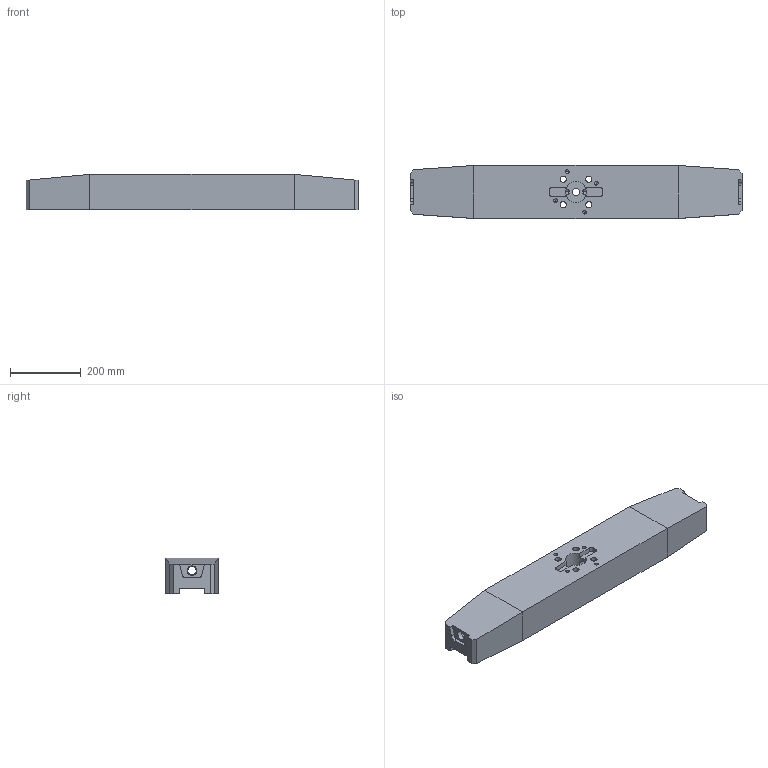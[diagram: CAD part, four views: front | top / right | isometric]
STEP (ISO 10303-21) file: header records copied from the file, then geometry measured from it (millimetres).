
FILE_DESCRIPTION(('no description'),'unknown implementation level');
FILE_NAME('EF0A9934-2BEF-474F-B32C-C2D694697DB9_export.stp',' ',('CIMSOURCE GmbH'),('CADClick - KiM GmbH - www.kimweb.de'),'unknown preprocess','ACIS','unknown authorization');
FILE_SCHEMA(('automotive_design'));
Length unit declared in the file: millimetre
Products named in the file (1): Kreismuster6
Bounding box: 940 x 150 x 100 mm (x, y, z)
Volume: 11370718.4 mm3; surface area: 629403.5 mm2
Topology: 1 solids, 1 shells, 380 faces, 878 edges, 534 vertices
Faces by surface type: cylinder 210, plane 106, cone 64
Entity records: 20689 total; most frequent: DIRECTION 2066, CARTESIAN_POINT 1964, STYLED_ITEM 1741, PRESENTATION_STYLE_ASSIGNMENT 1741, COLOUR_RGB 1741, ORIENTED_EDGE 1652, AXIS2_PLACEMENT_3D 836, EDGE_CURVE 826
